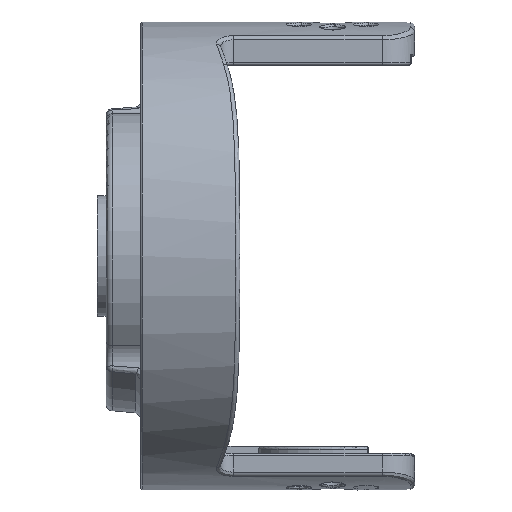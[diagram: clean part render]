
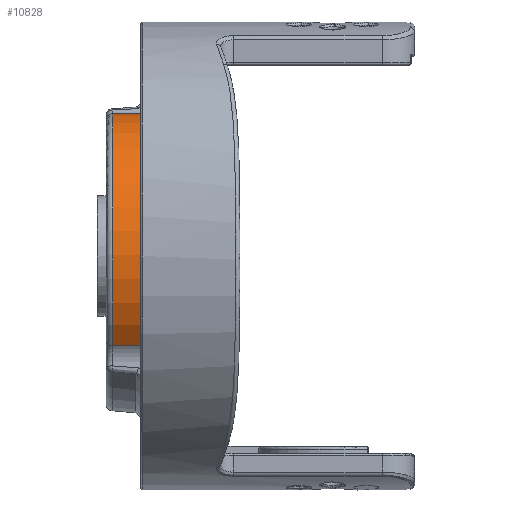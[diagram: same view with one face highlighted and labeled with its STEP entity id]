
A CAD part, left-side view. The second image highlights one B-rep face of the part: STEP entity #10828.
In plain terms, the highlighted cylindrical face has radius 33 mm (diameter 66 mm), a partial arc.
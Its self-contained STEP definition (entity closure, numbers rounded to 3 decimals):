
#465=CYLINDRICAL_SURFACE('',#12045,33.);
#629=LINE('',#19988,#1260);
#632=LINE('',#20024,#1263);
#1260=VECTOR('',#12390,1000.);
#1263=VECTOR('',#12403,1000.);
#2878=FACE_OUTER_BOUND('',#3633,.T.);
#3633=EDGE_LOOP('',(#9556,#9557,#9558,#9559));
#3865=CIRCLE('',#11064,33.);
#3867=CIRCLE('',#11067,33.);
#4511=VERTEX_POINT('',#19917);
#4512=VERTEX_POINT('',#19919);
#4513=VERTEX_POINT('',#19923);
#4514=VERTEX_POINT('',#19924);
#5593=EDGE_CURVE('',#4512,#4511,#3865,.T.);
#5595=EDGE_CURVE('',#4513,#4514,#3867,.T.);
#5621=EDGE_CURVE('',#4513,#4511,#629,.T.);
#5630=EDGE_CURVE('',#4514,#4512,#632,.T.);
#9556=ORIENTED_EDGE('',*,*,#5630,.T.);
#9557=ORIENTED_EDGE('',*,*,#5593,.T.);
#9558=ORIENTED_EDGE('',*,*,#5621,.F.);
#9559=ORIENTED_EDGE('',*,*,#5595,.T.);
#10828=ADVANCED_FACE('',(#2878),#465,.T.);
#11064=AXIS2_PLACEMENT_3D('',#19920,#12329,#12330);
#11067=AXIS2_PLACEMENT_3D('',#19925,#12335,#12336);
#12045=AXIS2_PLACEMENT_3D('',#30948,#14819,#14820);
#12329=DIRECTION('center_axis',(0.,1.,0.));
#12330=DIRECTION('ref_axis',(0.,0.,1.));
#12335=DIRECTION('center_axis',(0.,-1.,0.));
#12336=DIRECTION('ref_axis',(0.,0.,1.));
#12390=DIRECTION('',(0.,-1.,0.));
#12403=DIRECTION('',(0.,-1.,0.));
#14819=DIRECTION('center_axis',(0.,-1.,0.));
#14820=DIRECTION('ref_axis',(0.,0.,-1.));
#19917=CARTESIAN_POINT('',(35.162,321.551,48.858));
#19919=CARTESIAN_POINT('',(4.354,321.551,-4.504));
#19920=CARTESIAN_POINT('Origin',(30.,321.551,16.264));
#19923=CARTESIAN_POINT('',(35.162,342.051,48.858));
#19924=CARTESIAN_POINT('',(4.354,342.051,-4.504));
#19925=CARTESIAN_POINT('Origin',(30.,342.051,16.264));
#19988=CARTESIAN_POINT('',(35.162,357.551,48.858));
#20024=CARTESIAN_POINT('',(4.354,357.551,-4.504));
#30948=CARTESIAN_POINT('Origin',(30.,357.551,16.264));
